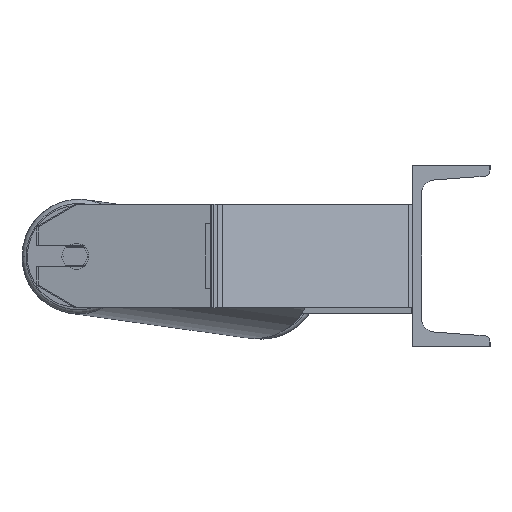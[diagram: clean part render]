
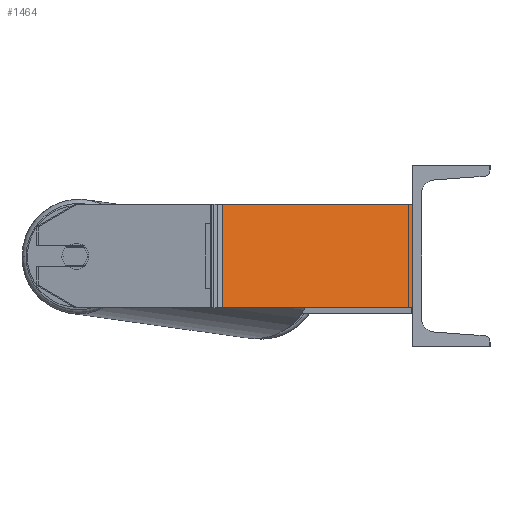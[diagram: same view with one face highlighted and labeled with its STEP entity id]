
A CAD part, left-side view. The second image highlights one B-rep face of the part: STEP entity #1464.
In plain terms, the highlighted planar face has unit normal (-0.906, -0.423, 0).
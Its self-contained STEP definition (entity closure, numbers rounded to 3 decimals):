
#504 = LINE ( 'NONE', #8994, #9013 ) ;
#523 = VERTEX_POINT ( 'NONE', #6065 ) ;
#861 = EDGE_CURVE ( 'NONE', #4556, #2080, #504, .T. ) ;
#1464 = ADVANCED_FACE ( 'NONE', ( #4277 ), #3486, .F. ) ;
#1929 = ORIENTED_EDGE ( 'NONE', *, *, #861, .T. ) ;
#2080 = VERTEX_POINT ( 'NONE', #7978 ) ;
#2332 = VECTOR ( 'NONE', #5308, 1000. ) ;
#2466 = LINE ( 'NONE', #4667, #2332 ) ;
#2557 = EDGE_CURVE ( 'NONE', #2861, #2080, #2466, .T. ) ;
#2808 = CARTESIAN_POINT ( 'NONE',  ( -1185., 0., 40. ) ) ;
#2861 = VERTEX_POINT ( 'NONE', #2808 ) ;
#3323 = DIRECTION ( 'NONE',  ( 0.423, -0.906, 0. ) ) ;
#3486 = PLANE ( 'NONE',  #8785 ) ;
#3591 = CARTESIAN_POINT ( 'NONE',  ( -1256.04, 152.346, 40. ) ) ;
#3845 = ORIENTED_EDGE ( 'NONE', *, *, #7783, .T. ) ;
#4035 = LINE ( 'NONE', #8169, #4768 ) ;
#4272 = CARTESIAN_POINT ( 'NONE',  ( -1256.04, 152.346, 40. ) ) ;
#4277 = FACE_OUTER_BOUND ( 'NONE', #4720, .T. ) ;
#4556 = VERTEX_POINT ( 'NONE', #6836 ) ;
#4667 = CARTESIAN_POINT ( 'NONE',  ( -1185., 0., 40. ) ) ;
#4720 = EDGE_LOOP ( 'NONE', ( #1929, #8813, #6554, #3845 ) ) ;
#4768 = VECTOR ( 'NONE', #8204, 1000. ) ;
#5308 = DIRECTION ( 'NONE',  ( 0., 0., -1. ) ) ;
#6065 = CARTESIAN_POINT ( 'NONE',  ( -1253.908, 147.774, 40. ) ) ;
#6299 = DIRECTION ( 'NONE',  ( 0.906, 0.423, 0. ) ) ;
#6372 = EDGE_CURVE ( 'NONE', #523, #2861, #7777, .T. ) ;
#6554 = ORIENTED_EDGE ( 'NONE', *, *, #6372, .F. ) ;
#6836 = CARTESIAN_POINT ( 'NONE',  ( -1253.908, 147.774, -40. ) ) ;
#7068 = DIRECTION ( 'NONE',  ( 0.423, -0.906, 0. ) ) ;
#7777 = LINE ( 'NONE', #4272, #8850 ) ;
#7783 = EDGE_CURVE ( 'NONE', #523, #4556, #4035, .T. ) ;
#7978 = CARTESIAN_POINT ( 'NONE',  ( -1185., 0., -40. ) ) ;
#8169 = CARTESIAN_POINT ( 'NONE',  ( -1253.908, 147.774, 40. ) ) ;
#8204 = DIRECTION ( 'NONE',  ( 0., 0., -1. ) ) ;
#8785 = AXIS2_PLACEMENT_3D ( 'NONE', #3591, #6299, #9098 ) ;
#8813 = ORIENTED_EDGE ( 'NONE', *, *, #2557, .F. ) ;
#8850 = VECTOR ( 'NONE', #7068, 1000. ) ;
#8994 = CARTESIAN_POINT ( 'NONE',  ( -1256.04, 152.346, -40. ) ) ;
#9013 = VECTOR ( 'NONE', #3323, 1000. ) ;
#9098 = DIRECTION ( 'NONE',  ( -0.423, 0.906, 0. ) ) ;
